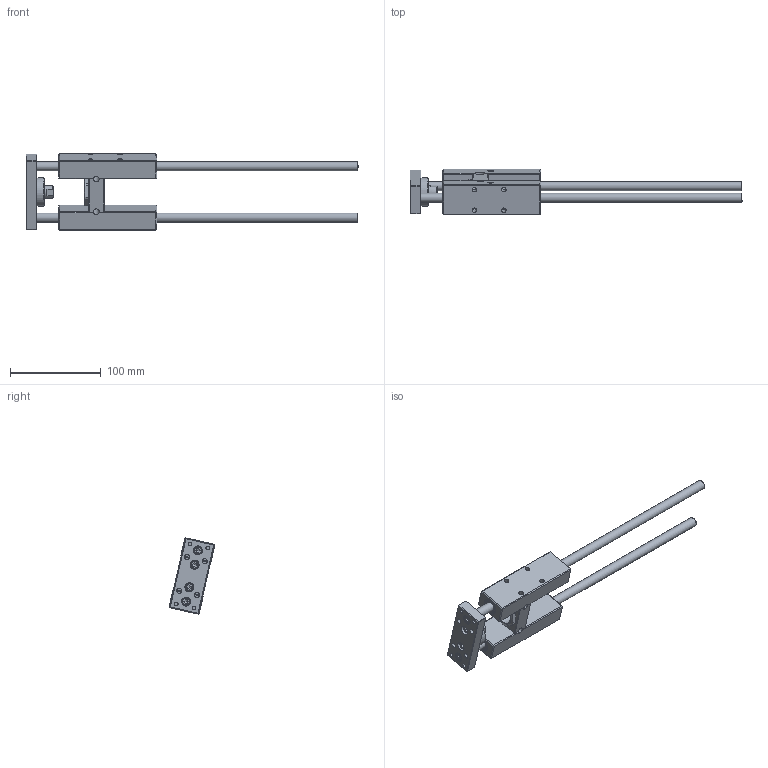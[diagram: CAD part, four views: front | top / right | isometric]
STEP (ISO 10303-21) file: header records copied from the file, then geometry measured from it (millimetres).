
FILE_DESCRIPTION( ( 'Unknown' ), '1' );
FILE_NAME( 'RHG 20_200.stp', 'Unknown', ( 'Unknown' ), ( 'Unknown' ), 'PSStep 14.0', 'Unknown', ' ' );
FILE_SCHEMA( ( 'AUTOMOTIVE_DESIGN { 1 0 10303 214 1 1 1 1 }' ) );
Length unit declared in the file: millimetre
Products named in the file (14): GH40434-3D; ~PART1; GT40406-3D; PART1; Assem1; ASTA; BS40441; CR20014; GH40275; GH40276; PI40274; VTA5X12; VTA5X16; AS40550
Assembly tree (23 placements, depth 3):
  Assem1
    ASTA  x2
    BS40441
    CR20014
    GH40275
    GH40276
    PI40274
    VTA5X12  x2
    VTA5X16  x2
    AS40550  x2
    GT40406-3D  x4
      PART1
    GH40434-3D  x4
      ~PART1
Bounding box: 366 x 50.42 x 84.17 mm (x, y, z)
Volume: 210542.5 mm3; surface area: 88784.9 mm2
Topology: 21 solids, 21 shells, 381 faces, 821 edges, 519 vertices
Faces by surface type: plane 191, cylinder 110, cone 65, torus 15
Full cylindrical faces by diameter (mm): 4.134 x8, 4.917 x8, 5 x10, 5.5 x8, 6 x2, 6.5 x2, 6.647 x1, 6.7 x2, 8.5 x4, 10 x14, 11 x2, 12 x2, 12.5 x2, 14 x1, 14.098 x4, 15 x3, 15.096 x4, 17 x12, 18 x9, 19.5 x1, 20.376 x1, 24 x1, 25 x2, 31.5 x1
Entity records: 9796 total; most frequent: CARTESIAN_POINT 1349, DIRECTION 1290, ORIENTED_EDGE 960, AXIS2_PLACEMENT_3D 530, EDGE_LOOP 494, EDGE_CURVE 480, VERTEX_POINT 385, FACE_OUTER_BOUND 370
